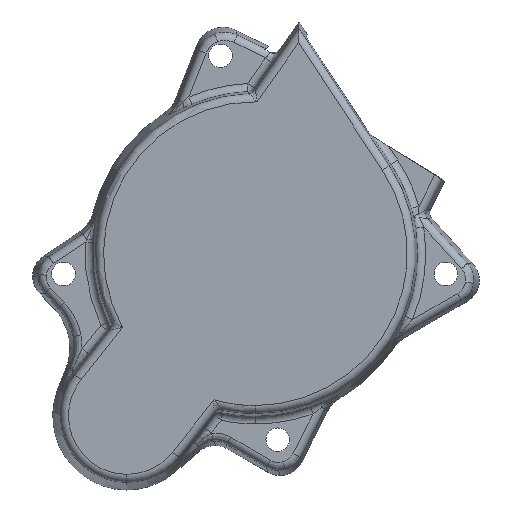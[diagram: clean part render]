
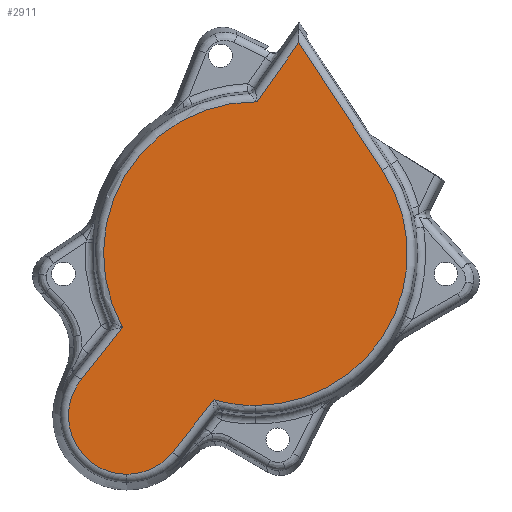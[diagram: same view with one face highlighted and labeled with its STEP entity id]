
A CAD part, left-side view. The second image highlights one B-rep face of the part: STEP entity #2911.
In plain terms, the highlighted planar face has unit normal (-1, 0, 0).
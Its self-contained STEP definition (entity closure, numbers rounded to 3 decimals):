
#5 = AXIS2_PLACEMENT_3D ( 'NONE', #613, #929, #529 ) ;
#12 = CIRCLE ( 'NONE', #3852, 18.672 ) ;
#66 = CARTESIAN_POINT ( 'NONE',  ( -8.5, -0.3, 2.5 ) ) ;
#115 = CARTESIAN_POINT ( 'NONE',  ( -8.5, 21.132, -12.995 ) ) ;
#279 = AXIS2_PLACEMENT_3D ( 'NONE', #5033, #2493, #357 ) ;
#282 = CARTESIAN_POINT ( 'NONE',  ( -8.5, -0.788, 21.547 ) ) ;
#357 = DIRECTION ( 'NONE',  ( 0., 0., -1. ) ) ;
#528 = DIRECTION ( 'NONE',  ( 0., 0., -1. ) ) ;
#529 = DIRECTION ( 'NONE',  ( 0., 0., -1. ) ) ;
#594 = VERTEX_POINT ( 'NONE', #1855 ) ;
#600 = AXIS2_PLACEMENT_3D ( 'NONE', #66, #2264, #2658 ) ;
#613 = CARTESIAN_POINT ( 'NONE',  ( -8.5, -0.3, 2.5 ) ) ;
#700 = EDGE_CURVE ( 'NONE', #4082, #4024, #12, .T. ) ;
#811 = DIRECTION ( 'NONE',  ( 0., 0., -1. ) ) ;
#821 = EDGE_CURVE ( 'NONE', #4230, #1977, #3153, .T. ) ;
#929 = DIRECTION ( 'NONE',  ( -1., 0., 0. ) ) ;
#940 = DIRECTION ( 'NONE',  ( 0., 0.621, -0.784 ) ) ;
#988 = VERTEX_POINT ( 'NONE', #115 ) ;
#1358 = VECTOR ( 'NONE', #3082, 1000. ) ;
#1387 = CIRCLE ( 'NONE', #2109, 18.672 ) ;
#1397 = PLANE ( 'NONE',  #600 ) ;
#1419 = CARTESIAN_POINT ( 'NONE',  ( -8.5, 21.132, -12.995 ) ) ;
#1422 = VECTOR ( 'NONE', #5200, 1000. ) ;
#1477 = CARTESIAN_POINT ( 'NONE',  ( -8.5, 16.029, -6.556 ) ) ;
#1659 = CARTESIAN_POINT ( 'NONE',  ( -8.5, -0.3, 2.5 ) ) ;
#1767 = CARTESIAN_POINT ( 'NONE',  ( -8.5, 15.512, -17.449 ) ) ;
#1784 = ORIENTED_EDGE ( 'NONE', *, *, #821, .T. ) ;
#1855 = CARTESIAN_POINT ( 'NONE',  ( -8.5, 4.788, -15.465 ) ) ;
#1937 = CARTESIAN_POINT ( 'NONE',  ( -8.5, -0.3, 2.5 ) ) ;
#1977 = VERTEX_POINT ( 'NONE', #2366 ) ;
#2010 = ORIENTED_EDGE ( 'NONE', *, *, #3796, .T. ) ;
#2109 = AXIS2_PLACEMENT_3D ( 'NONE', #1659, #3408, #811 ) ;
#2134 = VERTEX_POINT ( 'NONE', #3308 ) ;
#2149 = CARTESIAN_POINT ( 'NONE',  ( -8.5, -4.884, 29.508 ) ) ;
#2214 = LINE ( 'NONE', #2611, #1422 ) ;
#2223 = CIRCLE ( 'NONE', #3921, 7.172 ) ;
#2264 = DIRECTION ( 'NONE',  ( 1., 0., 0. ) ) ;
#2366 = CARTESIAN_POINT ( 'NONE',  ( -8.5, 9.891, -21.904 ) ) ;
#2493 = DIRECTION ( 'NONE',  ( -1., 0., 0. ) ) ;
#2566 = ORIENTED_EDGE ( 'NONE', *, *, #4272, .T. ) ;
#2599 = LINE ( 'NONE', #1419, #2758 ) ;
#2602 = ORIENTED_EDGE ( 'NONE', *, *, #2857, .T. ) ;
#2611 = CARTESIAN_POINT ( 'NONE',  ( -8.5, 5.148, -15.92 ) ) ;
#2615 = EDGE_LOOP ( 'NONE', ( #2602, #4066, #3275, #4495, #2669, #2566, #2010, #1784, #4162 ) ) ;
#2658 = DIRECTION ( 'NONE',  ( 0., 0., -1. ) ) ;
#2669 = ORIENTED_EDGE ( 'NONE', *, *, #700, .T. ) ;
#2710 = DIRECTION ( 'NONE',  ( -1., 0., 0. ) ) ;
#2758 = VECTOR ( 'NONE', #940, 1000. ) ;
#2781 = CARTESIAN_POINT ( 'NONE',  ( -8.5, -0.3, -16.172 ) ) ;
#2832 = CARTESIAN_POINT ( 'NONE',  ( -8.5, -15.899, 12.761 ) ) ;
#2857 = EDGE_CURVE ( 'NONE', #594, #5179, #1387, .T. ) ;
#2902 = DIRECTION ( 'NONE',  ( 0., 0.574, -0.819 ) ) ;
#2911 = ADVANCED_FACE ( 'NONE', ( #3547 ), #1397, .F. ) ;
#3082 = DIRECTION ( 'NONE',  ( 0., 0.55, 0.835 ) ) ;
#3121 = DIRECTION ( 'NONE',  ( 0., 0., -1. ) ) ;
#3153 = CIRCLE ( 'NONE', #279, 7.172 ) ;
#3196 = LINE ( 'NONE', #2149, #1358 ) ;
#3275 = ORIENTED_EDGE ( 'NONE', *, *, #5026, .T. ) ;
#3308 = CARTESIAN_POINT ( 'NONE',  ( -8.5, -5.6, 28.419 ) ) ;
#3340 = CARTESIAN_POINT ( 'NONE',  ( -8.5, -0.524, 21.17 ) ) ;
#3408 = DIRECTION ( 'NONE',  ( -1., 0., 0. ) ) ;
#3425 = CARTESIAN_POINT ( 'NONE',  ( -8.5, 15.512, -24.621 ) ) ;
#3547 = FACE_OUTER_BOUND ( 'NONE', #2615, .T. ) ;
#3796 = EDGE_CURVE ( 'NONE', #988, #4230, #2223, .T. ) ;
#3852 = AXIS2_PLACEMENT_3D ( 'NONE', #1937, #5257, #528 ) ;
#3921 = AXIS2_PLACEMENT_3D ( 'NONE', #1767, #2710, #3121 ) ;
#4024 = VERTEX_POINT ( 'NONE', #1477 ) ;
#4066 = ORIENTED_EDGE ( 'NONE', *, *, #5272, .T. ) ;
#4073 = EDGE_CURVE ( 'NONE', #2134, #4082, #4992, .T. ) ;
#4082 = VERTEX_POINT ( 'NONE', #3340 ) ;
#4162 = ORIENTED_EDGE ( 'NONE', *, *, #4375, .T. ) ;
#4230 = VERTEX_POINT ( 'NONE', #3425 ) ;
#4272 = EDGE_CURVE ( 'NONE', #4024, #988, #2599, .T. ) ;
#4375 = EDGE_CURVE ( 'NONE', #1977, #594, #2214, .T. ) ;
#4495 = ORIENTED_EDGE ( 'NONE', *, *, #4073, .T. ) ;
#4992 = LINE ( 'NONE', #282, #5080 ) ;
#5026 = EDGE_CURVE ( 'NONE', #5149, #2134, #3196, .T. ) ;
#5033 = CARTESIAN_POINT ( 'NONE',  ( -8.5, 15.512, -17.449 ) ) ;
#5080 = VECTOR ( 'NONE', #2902, 1000. ) ;
#5149 = VERTEX_POINT ( 'NONE', #2832 ) ;
#5179 = VERTEX_POINT ( 'NONE', #2781 ) ;
#5200 = DIRECTION ( 'NONE',  ( 0., -0.621, 0.784 ) ) ;
#5257 = DIRECTION ( 'NONE',  ( -1., 0., 0. ) ) ;
#5272 = EDGE_CURVE ( 'NONE', #5179, #5149, #5288, .T. ) ;
#5288 = CIRCLE ( 'NONE', #5, 18.672 ) ;
